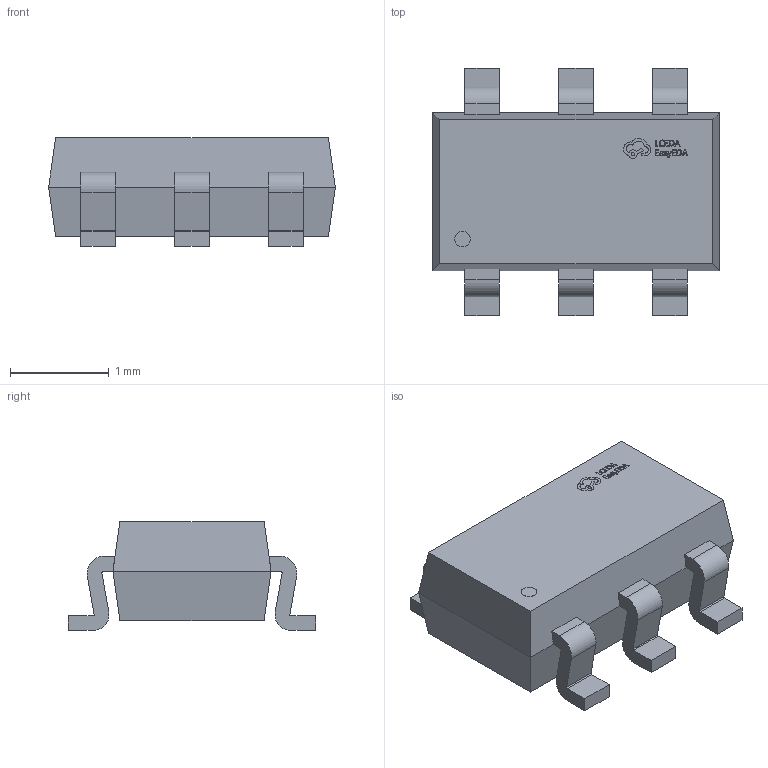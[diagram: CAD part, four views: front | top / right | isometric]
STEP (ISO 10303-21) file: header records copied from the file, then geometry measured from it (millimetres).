
FILE_DESCRIPTION (( 'STEP AP214' ), '1' );
FILE_NAME ('SC-74-6_L2.9-W1.6-P0.95-LS2.5-BR.step', '2022-07-09T14:45:45', ( '' ), ( '' ), 'SwSTEP 2.0', 'SolidWorks 2020', '' );
FILE_SCHEMA (( 'AUTOMOTIVE_DESIGN' ));
Length unit declared in the file: millimetre
Products named in the file (1): SC-74-6_L2.9-W1.6-P0.95-LS2.5-BR
Bounding box: 2.9 x 2.5 x 1.1 mm (x, y, z)
Volume: 4.7 mm3; surface area: 23.2 mm2
Topology: 1 solids, 1 shells, 374 faces, 1019 edges, 674 vertices
Faces by surface type: plane 236, bspline 112, cylinder 26
Entity records: 17047 total; most frequent: CARTESIAN_POINT 4172, ORIENTED_EDGE 2038, DIRECTION 1369, EDGE_CURVE 1019, LINE 739, VECTOR 739, VERTEX_POINT 674, EDGE_LOOP 401
